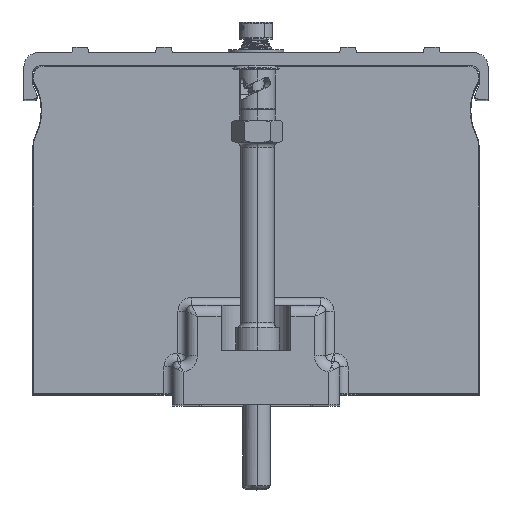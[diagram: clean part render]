
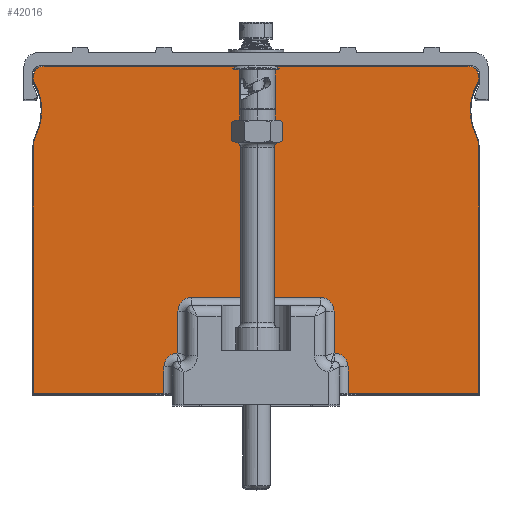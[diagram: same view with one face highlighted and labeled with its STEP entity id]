
A CAD part, top view. The second image highlights one B-rep face of the part: STEP entity #42016.
In plain terms, the highlighted planar face has unit normal (0, 0, 1).
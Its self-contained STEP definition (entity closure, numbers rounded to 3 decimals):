
#2076=DIRECTION('',(0.,-1.,0.));
#2077=VECTOR('',#2076,44.262);
#2078=CARTESIAN_POINT('',(-39.9,46.262,146.));
#2079=LINE('',#2078,#2077);
#2080=CARTESIAN_POINT('',(-35.,46.262,146.));
#2081=DIRECTION('',(0.,0.,1.));
#2082=DIRECTION('',(-0.9,0.436,0.));
#2083=AXIS2_PLACEMENT_3D('',#2080,#2081,#2082);
#2085=CARTESIAN_POINT('',(-48.5,52.8,146.));
#2086=DIRECTION('',(0.,0.,-1.));
#2087=DIRECTION('',(0.857,0.515,0.));
#2088=AXIS2_PLACEMENT_3D('',#2085,#2086,#2087);
#2090=CARTESIAN_POINT('',(-39.5,58.208,146.));
#2091=DIRECTION('',(0.,0.,1.));
#2092=DIRECTION('',(-1.,0.,0.));
#2093=AXIS2_PLACEMENT_3D('',#2090,#2091,#2092);
#2095=DIRECTION('',(0.,-1.,0.));
#2096=VECTOR('',#2095,0.592);
#2097=CARTESIAN_POINT('',(-39.9,58.8,146.));
#2098=LINE('',#2097,#2096);
#2099=CARTESIAN_POINT('',(-38.,58.8,146.));
#2100=DIRECTION('',(0.,0.,1.));
#2101=DIRECTION('',(0.,1.,0.));
#2102=AXIS2_PLACEMENT_3D('',#2099,#2100,#2101);
#2104=DIRECTION('',(-1.,0.,0.));
#2105=VECTOR('',#2104,76.);
#2106=CARTESIAN_POINT('',(38.,60.7,146.));
#2107=LINE('',#2106,#2105);
#2108=CARTESIAN_POINT('',(38.,58.8,146.));
#2109=DIRECTION('',(0.,0.,1.));
#2110=DIRECTION('',(1.,0.,0.));
#2111=AXIS2_PLACEMENT_3D('',#2108,#2109,#2110);
#2113=DIRECTION('',(0.,1.,0.));
#2114=VECTOR('',#2113,0.592);
#2115=CARTESIAN_POINT('',(39.9,58.208,146.));
#2116=LINE('',#2115,#2114);
#2117=CARTESIAN_POINT('',(39.5,58.208,146.));
#2118=DIRECTION('',(0.,0.,1.));
#2119=DIRECTION('',(0.857,-0.515,0.));
#2120=AXIS2_PLACEMENT_3D('',#2117,#2118,#2119);
#2122=CARTESIAN_POINT('',(48.5,52.8,146.));
#2123=DIRECTION('',(0.,0.,-1.));
#2124=DIRECTION('',(-0.9,-0.436,0.));
#2125=AXIS2_PLACEMENT_3D('',#2122,#2123,#2124);
#2127=CARTESIAN_POINT('',(35.,46.262,146.));
#2128=DIRECTION('',(0.,0.,1.));
#2129=DIRECTION('',(1.,0.,0.));
#2130=AXIS2_PLACEMENT_3D('',#2127,#2128,#2129);
#2132=DIRECTION('',(0.,1.,0.));
#2133=VECTOR('',#2132,44.262);
#2134=CARTESIAN_POINT('',(39.9,2.,146.));
#2135=LINE('',#2134,#2133);
#2136=DIRECTION('',(-1.,0.,0.));
#2137=VECTOR('',#2136,23.4);
#2138=CARTESIAN_POINT('',(39.9,2.,146.));
#2139=LINE('',#2138,#2137);
#2140=DIRECTION('',(0.,1.,0.));
#2141=VECTOR('',#2140,4.8);
#2142=CARTESIAN_POINT('',(16.5,2.,146.));
#2143=LINE('',#2142,#2141);
#2144=CARTESIAN_POINT('',(14.,6.8,146.));
#2145=DIRECTION('',(0.,0.,1.));
#2146=DIRECTION('',(1.,0.,0.));
#2147=AXIS2_PLACEMENT_3D('',#2144,#2145,#2146);
#2149=CARTESIAN_POINT('',(14.,9.3,146.));
#2150=CARTESIAN_POINT('',(14.,9.496,146.));
#2151=CARTESIAN_POINT('',(14.,9.877,146.));
#2152=CARTESIAN_POINT('',(14.,10.413,146.));
#2153=CARTESIAN_POINT('',(14.,10.926,146.));
#2154=CARTESIAN_POINT('',(14.,11.422,146.));
#2155=CARTESIAN_POINT('',(14.,11.91,146.));
#2156=CARTESIAN_POINT('',(14.,12.4,146.));
#2157=CARTESIAN_POINT('',(14.,12.892,146.));
#2158=CARTESIAN_POINT('',(14.,13.382,146.));
#2159=CARTESIAN_POINT('',(14.,13.871,146.));
#2160=CARTESIAN_POINT('',(14.,14.36,146.));
#2161=CARTESIAN_POINT('',(14.,14.85,146.));
#2162=CARTESIAN_POINT('',(14.,15.338,146.));
#2163=CARTESIAN_POINT('',(14.,15.825,146.));
#2164=CARTESIAN_POINT('',(14.,16.312,146.));
#2165=CARTESIAN_POINT('',(14.,16.637,146.));
#2166=CARTESIAN_POINT('',(14.,16.8,146.));
#2168=CARTESIAN_POINT('',(11.5,16.8,146.));
#2169=DIRECTION('',(0.,0.,1.));
#2170=DIRECTION('',(1.,0.,0.));
#2171=AXIS2_PLACEMENT_3D('',#2168,#2169,#2170);
#2173=DIRECTION('',(-1.,0.,0.));
#2174=VECTOR('',#2173,23.);
#2175=CARTESIAN_POINT('',(11.5,19.3,146.));
#2176=LINE('',#2175,#2174);
#2177=CARTESIAN_POINT('',(-11.5,16.8,146.));
#2178=DIRECTION('',(0.,0.,1.));
#2179=DIRECTION('',(0.,1.,0.));
#2180=AXIS2_PLACEMENT_3D('',#2177,#2178,#2179);
#2182=CARTESIAN_POINT('',(-14.,16.8,146.));
#2183=CARTESIAN_POINT('',(-14.,16.637,146.));
#2184=CARTESIAN_POINT('',(-14.,16.312,146.));
#2185=CARTESIAN_POINT('',(-14.,15.825,146.));
#2186=CARTESIAN_POINT('',(-14.,15.338,146.));
#2187=CARTESIAN_POINT('',(-14.,14.85,146.));
#2188=CARTESIAN_POINT('',(-14.,14.36,146.));
#2189=CARTESIAN_POINT('',(-14.,13.87,146.));
#2190=CARTESIAN_POINT('',(-14.,13.382,146.));
#2191=CARTESIAN_POINT('',(-14.,12.891,146.));
#2192=CARTESIAN_POINT('',(-14.,12.4,146.));
#2193=CARTESIAN_POINT('',(-14.,11.91,146.));
#2194=CARTESIAN_POINT('',(-14.,11.422,146.));
#2195=CARTESIAN_POINT('',(-14.,10.926,146.));
#2196=CARTESIAN_POINT('',(-14.,10.413,146.));
#2197=CARTESIAN_POINT('',(-14.,9.877,146.));
#2198=CARTESIAN_POINT('',(-14.,9.496,146.));
#2199=CARTESIAN_POINT('',(-14.,9.3,146.));
#2201=CARTESIAN_POINT('',(-14.,6.8,146.));
#2202=DIRECTION('',(0.,0.,1.));
#2203=DIRECTION('',(0.,1.,0.));
#2204=AXIS2_PLACEMENT_3D('',#2201,#2202,#2203);
#2206=DIRECTION('',(0.,-1.,0.));
#2207=VECTOR('',#2206,4.8);
#2208=CARTESIAN_POINT('',(-16.5,6.8,146.));
#2209=LINE('',#2208,#2207);
#2210=DIRECTION('',(-1.,0.,0.));
#2211=VECTOR('',#2210,23.4);
#2212=CARTESIAN_POINT('',(-16.5,2.,146.));
#2213=LINE('',#2212,#2211);
#37682=CARTESIAN_POINT('',(16.5,2.,146.));
#37683=CARTESIAN_POINT('',(16.5,6.8,146.));
#37684=VERTEX_POINT('',#37682);
#37685=VERTEX_POINT('',#37683);
#37686=CARTESIAN_POINT('',(14.,9.3,146.));
#37687=VERTEX_POINT('',#37686);
#37691=VERTEX_POINT('',#2182);
#37692=VERTEX_POINT('',#2199);
#37695=CARTESIAN_POINT('',(-11.5,19.3,146.));
#37696=VERTEX_POINT('',#37695);
#37699=CARTESIAN_POINT('',(11.5,19.3,146.));
#37700=VERTEX_POINT('',#37699);
#37703=CARTESIAN_POINT('',(14.,16.8,146.));
#37704=VERTEX_POINT('',#37703);
#37708=CARTESIAN_POINT('',(-16.5,6.8,146.));
#37709=CARTESIAN_POINT('',(-16.5,2.,146.));
#37710=VERTEX_POINT('',#37708);
#37711=VERTEX_POINT('',#37709);
#38245=CARTESIAN_POINT('',(-39.9,2.,146.));
#38247=VERTEX_POINT('',#38245);
#38251=CARTESIAN_POINT('',(-39.9,46.262,146.));
#38252=VERTEX_POINT('',#38251);
#38253=CARTESIAN_POINT('',(-39.41,48.398,146.));
#38254=VERTEX_POINT('',#38253);
#38257=CARTESIAN_POINT('',(-39.843,58.002,146.));
#38258=VERTEX_POINT('',#38257);
#38263=CARTESIAN_POINT('',(-39.9,58.8,146.));
#38264=CARTESIAN_POINT('',(-39.9,58.208,146.));
#38265=VERTEX_POINT('',#38263);
#38266=VERTEX_POINT('',#38264);
#38269=CARTESIAN_POINT('',(-38.,60.7,146.));
#38270=VERTEX_POINT('',#38269);
#38271=CARTESIAN_POINT('',(38.,60.7,146.));
#38272=VERTEX_POINT('',#38271);
#38273=CARTESIAN_POINT('',(39.9,58.8,146.));
#38274=VERTEX_POINT('',#38273);
#38275=CARTESIAN_POINT('',(39.9,58.208,146.));
#38276=VERTEX_POINT('',#38275);
#38283=CARTESIAN_POINT('',(39.41,48.398,146.));
#38284=CARTESIAN_POINT('',(39.843,58.002,146.));
#38285=VERTEX_POINT('',#38283);
#38286=VERTEX_POINT('',#38284);
#38289=CARTESIAN_POINT('',(39.9,46.262,146.));
#38290=VERTEX_POINT('',#38289);
#38294=CARTESIAN_POINT('',(39.9,2.,146.));
#38296=VERTEX_POINT('',#38294);
#41966=CARTESIAN_POINT('',(0.,0.,146.));
#41967=DIRECTION('',(0.,0.,1.));
#41968=DIRECTION('',(1.,0.,0.));
#41969=AXIS2_PLACEMENT_3D('',#41966,#41967,#41968);
#41970=PLANE('',#41969);
#41972=ORIENTED_EDGE('',*,*,#41971,.F.);
#41974=ORIENTED_EDGE('',*,*,#41973,.F.);
#41976=ORIENTED_EDGE('',*,*,#41975,.F.);
#41978=ORIENTED_EDGE('',*,*,#41977,.F.);
#41980=ORIENTED_EDGE('',*,*,#41979,.F.);
#41981=ORIENTED_EDGE('',*,*,#41766,.F.);
#41982=ORIENTED_EDGE('',*,*,#41781,.F.);
#41983=ORIENTED_EDGE('',*,*,#41796,.F.);
#41985=ORIENTED_EDGE('',*,*,#41984,.F.);
#41987=ORIENTED_EDGE('',*,*,#41986,.F.);
#41989=ORIENTED_EDGE('',*,*,#41988,.F.);
#41991=ORIENTED_EDGE('',*,*,#41990,.F.);
#41992=ORIENTED_EDGE('',*,*,#41957,.F.);
#41993=ORIENTED_EDGE('',*,*,#41946,.T.);
#41995=ORIENTED_EDGE('',*,*,#41994,.T.);
#41997=ORIENTED_EDGE('',*,*,#41996,.T.);
#41999=ORIENTED_EDGE('',*,*,#41998,.T.);
#42001=ORIENTED_EDGE('',*,*,#42000,.T.);
#42003=ORIENTED_EDGE('',*,*,#42002,.T.);
#42005=ORIENTED_EDGE('',*,*,#42004,.T.);
#42007=ORIENTED_EDGE('',*,*,#42006,.T.);
#42009=ORIENTED_EDGE('',*,*,#42008,.T.);
#42011=ORIENTED_EDGE('',*,*,#42010,.T.);
#42013=ORIENTED_EDGE('',*,*,#42012,.T.);
#42014=EDGE_LOOP('',(#41972,#41974,#41976,#41978,#41980,#41981,#41982,#41983,
#41985,#41987,#41989,#41991,#41992,#41993,#41995,#41997,#41999,#42001,#42003,
#42005,#42007,#42009,#42011,#42013));
#42015=FACE_OUTER_BOUND('',#42014,.F.);
#42016=ADVANCED_FACE('',(#42015),#41970,.T.);
#2084=CIRCLE('',#2083,4.9);
#2089=CIRCLE('',#2088,10.1);
#2094=CIRCLE('',#2093,0.4);
#2103=CIRCLE('',#2102,1.9);
#2112=CIRCLE('',#2111,1.9);
#2121=CIRCLE('',#2120,0.4);
#2126=CIRCLE('',#2125,10.1);
#2131=CIRCLE('',#2130,4.9);
#2148=CIRCLE('',#2147,2.5);
#2167=B_SPLINE_CURVE_WITH_KNOTS('',3,(#2149,#2150,#2151,#2152,#2153,#2154,#2155,
#2156,#2157,#2158,#2159,#2160,#2161,#2162,#2163,#2164,#2165,#2166),
.UNSPECIFIED.,.F.,.F.,(4,1,1,1,1,1,1,1,1,1,1,1,1,1,1,4),(0.,0.067,
0.133,0.2,0.267,0.333,0.4,
0.467,0.533,0.6,0.667,0.733,
0.8,0.867,0.933,1.),.UNSPECIFIED.);
#2172=CIRCLE('',#2171,2.5);
#2181=CIRCLE('',#2180,2.5);
#2200=B_SPLINE_CURVE_WITH_KNOTS('',3,(#2182,#2183,#2184,#2185,#2186,#2187,#2188,
#2189,#2190,#2191,#2192,#2193,#2194,#2195,#2196,#2197,#2198,#2199),
.UNSPECIFIED.,.F.,.F.,(4,1,1,1,1,1,1,1,1,1,1,1,1,1,1,4),(0.,0.067,
0.133,0.2,0.267,0.333,0.4,
0.467,0.533,0.6,0.667,0.733,
0.8,0.867,0.933,1.),.UNSPECIFIED.);
#2205=CIRCLE('',#2204,2.5);
#41766=EDGE_CURVE('',#38270,#38265,#2103,.T.);
#41781=EDGE_CURVE('',#38272,#38270,#2107,.T.);
#41796=EDGE_CURVE('',#38274,#38272,#2112,.T.);
#41946=EDGE_CURVE('',#38296,#37684,#2139,.T.);
#41957=EDGE_CURVE('',#38296,#38290,#2135,.T.);
#41971=EDGE_CURVE('',#38252,#38247,#2079,.T.);
#41973=EDGE_CURVE('',#38254,#38252,#2084,.T.);
#41975=EDGE_CURVE('',#38258,#38254,#2089,.T.);
#41977=EDGE_CURVE('',#38266,#38258,#2094,.T.);
#41979=EDGE_CURVE('',#38265,#38266,#2098,.T.);
#41984=EDGE_CURVE('',#38276,#38274,#2116,.T.);
#41986=EDGE_CURVE('',#38286,#38276,#2121,.T.);
#41988=EDGE_CURVE('',#38285,#38286,#2126,.T.);
#41990=EDGE_CURVE('',#38290,#38285,#2131,.T.);
#41994=EDGE_CURVE('',#37684,#37685,#2143,.T.);
#41996=EDGE_CURVE('',#37685,#37687,#2148,.T.);
#41998=EDGE_CURVE('',#37687,#37704,#2167,.T.);
#42000=EDGE_CURVE('',#37704,#37700,#2172,.T.);
#42002=EDGE_CURVE('',#37700,#37696,#2176,.T.);
#42004=EDGE_CURVE('',#37696,#37691,#2181,.T.);
#42006=EDGE_CURVE('',#37691,#37692,#2200,.T.);
#42008=EDGE_CURVE('',#37692,#37710,#2205,.T.);
#42010=EDGE_CURVE('',#37710,#37711,#2209,.T.);
#42012=EDGE_CURVE('',#37711,#38247,#2213,.T.);
